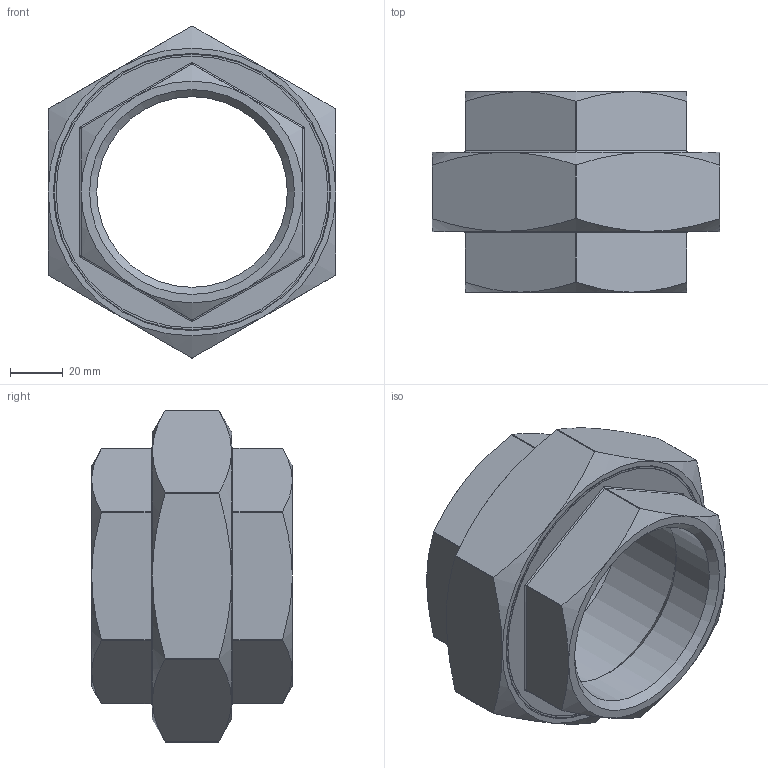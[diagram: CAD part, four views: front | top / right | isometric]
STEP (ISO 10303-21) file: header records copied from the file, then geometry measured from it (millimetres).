
FILE_DESCRIPTION(/* description */ (''),/* implementation_level */ '2;1');
FILE_NAME(/* name */ 'KI-311-065 Aschl.stp',/* time_stamp */ '2016-06-01T16:38:04+02:00',/* author */ ('hochmair'),/* organization */ (''),/* preprocessor_version */ 'ST-DEVELOPER v15.6',/* originating_system */ 'Autodesk Inventor 2015',/* authorisation */ '');
FILE_SCHEMA (('AUTOMOTIVE_DESIGN { 1 0 10303 214 3 1 1 }'));
Length unit declared in the file: millimetre
Products named in the file (1): TB32385615
Bounding box: 109 x 76 x 125.77 mm (x, y, z)
Volume: 250352.8 mm3; surface area: 53654.4 mm2
Topology: 1 solids, 1 shells, 104 faces, 251 edges, 143 vertices
Faces by surface type: cylinder 36, cone 30, plane 26, bspline 12
Full cylindrical faces by diameter (mm): 72.226 x2, 78 x1, 103 x1, 104.4 x1, 105 x1
Entity records: 3193 total; most frequent: CARTESIAN_POINT 1063, ORIENTED_EDGE 442, DIRECTION 424, EDGE_CURVE 221, AXIS2_PLACEMENT_3D 182, VERTEX_POINT 137, EDGE_LOOP 124, FACE_OUTER_BOUND 104
